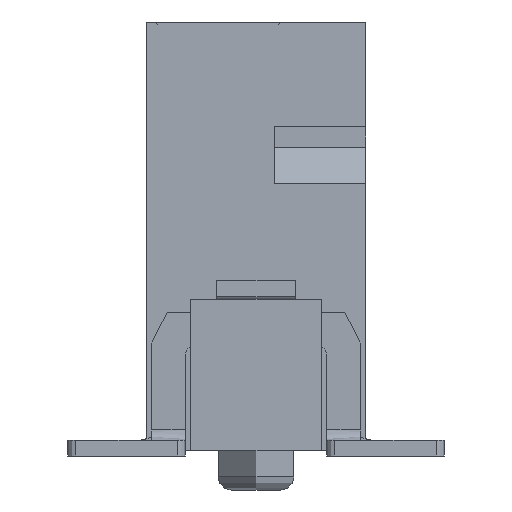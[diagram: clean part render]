
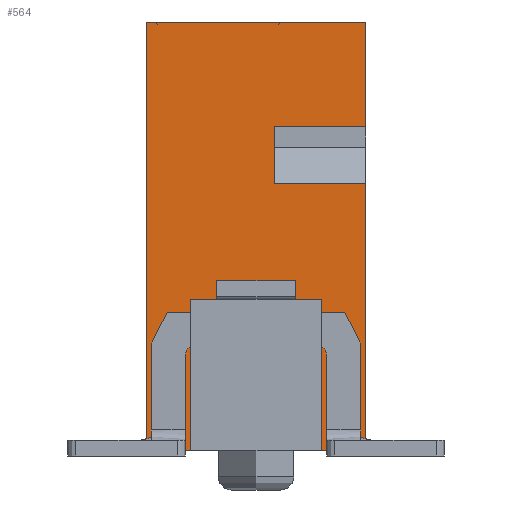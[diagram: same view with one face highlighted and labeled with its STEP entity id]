
A CAD part, left-side view. The second image highlights one B-rep face of the part: STEP entity #564.
In plain terms, the highlighted planar face has unit normal (-1, 0, 0).
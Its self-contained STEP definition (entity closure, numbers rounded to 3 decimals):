
#172=CARTESIAN_POINT('',(-33.115,-2.1,5.11));
#173=VERTEX_POINT('',#172);
#190=CARTESIAN_POINT('',(-33.115,-0.35,5.11));
#191=VERTEX_POINT('',#190);
#198=CARTESIAN_POINT('',(-33.115,-0.35,5.11));
#199=DIRECTION('',(0.,-1.,0.));
#200=VECTOR('',#199,1.75);
#201=LINE('',#198,#200);
#202=EDGE_CURVE('',#191,#173,#201,.T.);
#212=CARTESIAN_POINT('',(-33.115,-0.35,6.2));
#213=VERTEX_POINT('',#212);
#214=CARTESIAN_POINT('',(-33.115,-0.35,6.2));
#215=DIRECTION('',(0.,0.,-1.));
#216=VECTOR('',#215,1.09);
#217=LINE('',#214,#216);
#218=EDGE_CURVE('',#213,#191,#217,.T.);
#245=CARTESIAN_POINT('',(-33.115,-2.1,6.2));
#246=VERTEX_POINT('',#245);
#253=CARTESIAN_POINT('',(-33.115,-2.1,6.2));
#254=DIRECTION('',(0.,1.,0.));
#255=VECTOR('',#254,1.75);
#256=LINE('',#253,#255);
#257=EDGE_CURVE('',#246,#213,#256,.T.);
#388=CARTESIAN_POINT('',(-33.115,0.,4.1));
#389=DIRECTION('',(0.,-1.,0.));
#390=DIRECTION('',(-1.,0.,0.));
#391=AXIS2_PLACEMENT_3D('',#388,#390,#389);
#392=PLANE('',#391);
#393=CARTESIAN_POINT('',(-33.115,-0.7,1.));
#394=VERTEX_POINT('',#393);
#395=CARTESIAN_POINT('',(-33.115,-0.75,1.));
#396=VERTEX_POINT('',#395);
#397=CARTESIAN_POINT('',(-33.115,-0.7,1.));
#398=DIRECTION('',(0.,-1.,0.));
#399=VECTOR('',#398,0.05);
#400=LINE('',#397,#399);
#401=EDGE_CURVE('',#394,#396,#400,.T.);
#402=ORIENTED_EDGE('',*,*,#401,.T.);
#403=CARTESIAN_POINT('',(-33.115,-0.75,1.75));
#404=VERTEX_POINT('',#403);
#405=CARTESIAN_POINT('',(-33.115,-0.75,1.));
#406=DIRECTION('',(0.,0.,1.));
#407=VECTOR('',#406,0.75);
#408=LINE('',#405,#407);
#409=EDGE_CURVE('',#396,#404,#408,.T.);
#410=ORIENTED_EDGE('',*,*,#409,.T.);
#411=CARTESIAN_POINT('',(-33.115,-0.9,1.9));
#412=VERTEX_POINT('',#411);
#413=CARTESIAN_POINT('',(-33.115,-0.75,1.75));
#414=DIRECTION('',(0.,-0.707,0.707));
#415=VECTOR('',#414,0.212);
#416=LINE('',#413,#415);
#417=EDGE_CURVE('',#404,#412,#416,.T.);
#418=ORIENTED_EDGE('',*,*,#417,.T.);
#419=CARTESIAN_POINT('',(-33.115,-1.1,1.9));
#420=VERTEX_POINT('',#419);
#421=CARTESIAN_POINT('',(-33.115,-0.9,1.9));
#422=DIRECTION('',(0.,-1.,0.));
#423=VECTOR('',#422,0.2);
#424=LINE('',#421,#423);
#425=EDGE_CURVE('',#412,#420,#424,.T.);
#426=ORIENTED_EDGE('',*,*,#425,.T.);
#427=CARTESIAN_POINT('',(-33.115,-1.25,1.75));
#428=VERTEX_POINT('',#427);
#429=CARTESIAN_POINT('',(-33.115,-1.1,1.9));
#430=DIRECTION('',(0.,-0.707,-0.707));
#431=VECTOR('',#430,0.212);
#432=LINE('',#429,#431);
#433=EDGE_CURVE('',#420,#428,#432,.T.);
#434=ORIENTED_EDGE('',*,*,#433,.T.);
#435=CARTESIAN_POINT('',(-33.115,-1.25,0.));
#436=VERTEX_POINT('',#435);
#437=CARTESIAN_POINT('',(-33.115,-1.25,1.75));
#438=DIRECTION('',(0.,0.,-1.));
#439=VECTOR('',#438,1.75);
#440=LINE('',#437,#439);
#441=EDGE_CURVE('',#428,#436,#440,.T.);
#442=ORIENTED_EDGE('',*,*,#441,.T.);
#443=CARTESIAN_POINT('',(-33.115,-2.1,0.));
#444=VERTEX_POINT('',#443);
#445=CARTESIAN_POINT('',(-33.115,-1.25,0.));
#446=DIRECTION('',(0.,-1.,0.));
#447=VECTOR('',#446,0.85);
#448=LINE('',#445,#447);
#449=EDGE_CURVE('',#436,#444,#448,.T.);
#450=ORIENTED_EDGE('',*,*,#449,.T.);
#451=CARTESIAN_POINT('',(-33.115,-2.1,0.));
#452=DIRECTION('',(0.,0.,1.));
#453=VECTOR('',#452,5.11);
#454=LINE('',#451,#453);
#455=EDGE_CURVE('',#444,#173,#454,.T.);
#456=ORIENTED_EDGE('',*,*,#455,.T.);
#457=ORIENTED_EDGE('',*,*,#202,.F.);
#458=ORIENTED_EDGE('',*,*,#218,.F.);
#459=ORIENTED_EDGE('',*,*,#257,.F.);
#460=CARTESIAN_POINT('',(-33.115,-2.1,8.2));
#461=VERTEX_POINT('',#460);
#462=CARTESIAN_POINT('',(-33.115,-2.1,6.2));
#463=DIRECTION('',(0.,0.,1.));
#464=VECTOR('',#463,2.);
#465=LINE('',#462,#464);
#466=EDGE_CURVE('',#246,#461,#465,.T.);
#467=ORIENTED_EDGE('',*,*,#466,.T.);
#468=CARTESIAN_POINT('',(-33.115,2.1,8.2));
#469=VERTEX_POINT('',#468);
#470=CARTESIAN_POINT('',(-33.115,-2.1,8.2));
#471=DIRECTION('',(0.,1.,0.));
#472=VECTOR('',#471,4.2);
#473=LINE('',#470,#472);
#474=EDGE_CURVE('',#461,#469,#473,.T.);
#475=ORIENTED_EDGE('',*,*,#474,.T.);
#476=CARTESIAN_POINT('',(-33.115,2.1,0.));
#477=VERTEX_POINT('',#476);
#478=CARTESIAN_POINT('',(-33.115,2.1,8.2));
#479=DIRECTION('',(0.,0.,-1.));
#480=VECTOR('',#479,8.2);
#481=LINE('',#478,#480);
#482=EDGE_CURVE('',#469,#477,#481,.T.);
#483=ORIENTED_EDGE('',*,*,#482,.T.);
#484=CARTESIAN_POINT('',(-33.115,1.25,0.));
#485=VERTEX_POINT('',#484);
#486=CARTESIAN_POINT('',(-33.115,2.1,0.));
#487=DIRECTION('',(0.,-1.,0.));
#488=VECTOR('',#487,0.85);
#489=LINE('',#486,#488);
#490=EDGE_CURVE('',#477,#485,#489,.T.);
#491=ORIENTED_EDGE('',*,*,#490,.T.);
#492=CARTESIAN_POINT('',(-33.115,1.25,1.75));
#493=VERTEX_POINT('',#492);
#494=CARTESIAN_POINT('',(-33.115,1.25,0.));
#495=DIRECTION('',(0.,0.,1.));
#496=VECTOR('',#495,1.75);
#497=LINE('',#494,#496);
#498=EDGE_CURVE('',#485,#493,#497,.T.);
#499=ORIENTED_EDGE('',*,*,#498,.T.);
#500=CARTESIAN_POINT('',(-33.115,1.1,1.9));
#501=VERTEX_POINT('',#500);
#502=CARTESIAN_POINT('',(-33.115,1.25,1.75));
#503=DIRECTION('',(0.,-0.707,0.707));
#504=VECTOR('',#503,0.212);
#505=LINE('',#502,#504);
#506=EDGE_CURVE('',#493,#501,#505,.T.);
#507=ORIENTED_EDGE('',*,*,#506,.T.);
#508=CARTESIAN_POINT('',(-33.115,0.9,1.9));
#509=VERTEX_POINT('',#508);
#510=CARTESIAN_POINT('',(-33.115,1.1,1.9));
#511=DIRECTION('',(0.,-1.,0.));
#512=VECTOR('',#511,0.2);
#513=LINE('',#510,#512);
#514=EDGE_CURVE('',#501,#509,#513,.T.);
#515=ORIENTED_EDGE('',*,*,#514,.T.);
#516=CARTESIAN_POINT('',(-33.115,0.75,1.75));
#517=VERTEX_POINT('',#516);
#518=CARTESIAN_POINT('',(-33.115,0.9,1.9));
#519=DIRECTION('',(0.,-0.707,-0.707));
#520=VECTOR('',#519,0.212);
#521=LINE('',#518,#520);
#522=EDGE_CURVE('',#509,#517,#521,.T.);
#523=ORIENTED_EDGE('',*,*,#522,.T.);
#524=CARTESIAN_POINT('',(-33.115,0.75,1.));
#525=VERTEX_POINT('',#524);
#526=CARTESIAN_POINT('',(-33.115,0.75,1.75));
#527=DIRECTION('',(0.,0.,-1.));
#528=VECTOR('',#527,0.75);
#529=LINE('',#526,#528);
#530=EDGE_CURVE('',#517,#525,#529,.T.);
#531=ORIENTED_EDGE('',*,*,#530,.T.);
#532=CARTESIAN_POINT('',(-33.115,0.7,1.));
#533=VERTEX_POINT('',#532);
#534=CARTESIAN_POINT('',(-33.115,0.75,1.));
#535=DIRECTION('',(0.,-1.,0.));
#536=VECTOR('',#535,0.05);
#537=LINE('',#534,#536);
#538=EDGE_CURVE('',#525,#533,#537,.T.);
#539=ORIENTED_EDGE('',*,*,#538,.T.);
#540=CARTESIAN_POINT('',(-33.115,0.7,0.1));
#541=VERTEX_POINT('',#540);
#542=CARTESIAN_POINT('',(-33.115,0.7,1.));
#543=DIRECTION('',(0.,0.,-1.));
#544=VECTOR('',#543,0.9);
#545=LINE('',#542,#544);
#546=EDGE_CURVE('',#533,#541,#545,.T.);
#547=ORIENTED_EDGE('',*,*,#546,.T.);
#548=CARTESIAN_POINT('',(-33.115,-0.7,0.1));
#549=VERTEX_POINT('',#548);
#550=CARTESIAN_POINT('',(-33.115,0.7,0.1));
#551=DIRECTION('',(0.,-1.,0.));
#552=VECTOR('',#551,1.4);
#553=LINE('',#550,#552);
#554=EDGE_CURVE('',#541,#549,#553,.T.);
#555=ORIENTED_EDGE('',*,*,#554,.T.);
#556=CARTESIAN_POINT('',(-33.115,-0.7,0.1));
#557=DIRECTION('',(0.,0.,1.));
#558=VECTOR('',#557,0.9);
#559=LINE('',#556,#558);
#560=EDGE_CURVE('',#549,#394,#559,.T.);
#561=ORIENTED_EDGE('',*,*,#560,.T.);
#562=EDGE_LOOP('',(#402,#410,#418,#426,#434,#442,#450,#456,#457,#458,#459,#467,#475,#483,#491,#499,#507,#515,#523,#531,#539,#547,#555,#561));
#563=FACE_OUTER_BOUND('',#562,.T.);
#564=ADVANCED_FACE('',(#563),#392,.T.);
